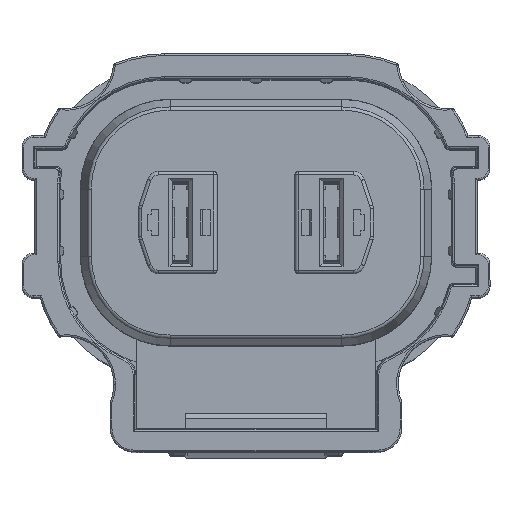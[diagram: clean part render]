
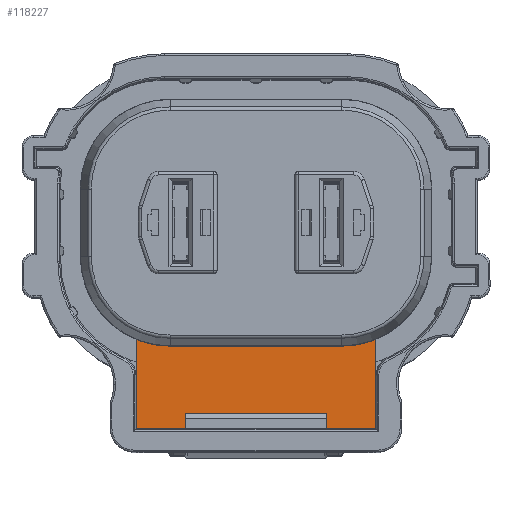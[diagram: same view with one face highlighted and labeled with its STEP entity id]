
A CAD part, top view. The second image highlights one B-rep face of the part: STEP entity #118227.
In plain terms, the highlighted planar face has unit normal (0, 0, 1).
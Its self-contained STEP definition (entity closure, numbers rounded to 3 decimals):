
#186 = DIRECTION ( 'NONE',  ( -1., 0., 0. ) ) ;
#1005 = ORIENTED_EDGE ( 'NONE', *, *, #112013, .F. ) ;
#1412 = VECTOR ( 'NONE', #186, 1000. ) ;
#2306 = DIRECTION ( 'NONE',  ( 0., 0., 1. ) ) ;
#2637 = CARTESIAN_POINT ( 'NONE',  ( 1.199, -24.954, 38.192 ) ) ;
#3841 = LINE ( 'NONE', #52668, #112392 ) ;
#5662 = DIRECTION ( 'NONE',  ( 0., 1., 0. ) ) ;
#7714 = EDGE_CURVE ( 'NONE', #59855, #35040, #8175, .T. ) ;
#8175 = LINE ( 'NONE', #37147, #45875 ) ;
#8305 = VECTOR ( 'NONE', #107360, 1000. ) ;
#10122 = CARTESIAN_POINT ( 'NONE',  ( -16.001, -24.954, 38.192 ) ) ;
#10937 = VERTEX_POINT ( 'NONE', #2637 ) ;
#11982 = DIRECTION ( 'NONE',  ( 0., 1., 0. ) ) ;
#13410 = VERTEX_POINT ( 'NONE', #90315 ) ;
#13779 = VECTOR ( 'NONE', #94245, 1000. ) ;
#13780 = CARTESIAN_POINT ( 'NONE',  ( -16.001, -24.954, 38.192 ) ) ;
#15392 = DIRECTION ( 'NONE',  ( 0., -1., 0. ) ) ;
#16678 = EDGE_CURVE ( 'NONE', #28704, #67008, #33598, .T. ) ;
#19885 = DIRECTION ( 'NONE',  ( -1., 0., 0. ) ) ;
#19980 = LINE ( 'NONE', #10122, #89497 ) ;
#24307 = VERTEX_POINT ( 'NONE', #97722 ) ;
#24723 = ORIENTED_EDGE ( 'NONE', *, *, #106667, .F. ) ;
#24862 = LINE ( 'NONE', #36233, #46682 ) ;
#25222 = VERTEX_POINT ( 'NONE', #13780 ) ;
#27727 = ORIENTED_EDGE ( 'NONE', *, *, #86381, .F. ) ;
#27986 = ORIENTED_EDGE ( 'NONE', *, *, #7714, .F. ) ;
#28188 = VECTOR ( 'NONE', #5662, 1000. ) ;
#28704 = VERTEX_POINT ( 'NONE', #59239 ) ;
#28913 = CARTESIAN_POINT ( 'NONE',  ( -16.001, -24.954, 38.192 ) ) ;
#30404 = EDGE_CURVE ( 'NONE', #115363, #10937, #3841, .T. ) ;
#31315 = CARTESIAN_POINT ( 'NONE',  ( 4.399, -24.954, 38.192 ) ) ;
#31462 = VERTEX_POINT ( 'NONE', #61470 ) ;
#33598 = CIRCLE ( 'NONE', #74054, 7.632 ) ;
#34205 = EDGE_CURVE ( 'NONE', #57565, #115363, #87777, .T. ) ;
#34720 = LINE ( 'NONE', #28913, #1412 ) ;
#34935 = LINE ( 'NONE', #87152, #71267 ) ;
#35040 = VERTEX_POINT ( 'NONE', #96738 ) ;
#36233 = CARTESIAN_POINT ( 'NONE',  ( 4.399, -24.954, 38.192 ) ) ;
#37147 = CARTESIAN_POINT ( 'NONE',  ( -16.001, -24.954, 38.192 ) ) ;
#37554 = EDGE_CURVE ( 'NONE', #25222, #59855, #86281, .T. ) ;
#38148 = CARTESIAN_POINT ( 'NONE',  ( -16.001, -24.954, 38.192 ) ) ;
#40910 = EDGE_CURVE ( 'NONE', #35040, #31462, #112072, .T. ) ;
#42095 = CARTESIAN_POINT ( 'NONE',  ( -16.001, -24.954, 38.192 ) ) ;
#44803 = PLANE ( 'NONE',  #93005 ) ;
#45875 = VECTOR ( 'NONE', #93408, 1000. ) ;
#46682 = VECTOR ( 'NONE', #15392, 1000. ) ;
#46989 = FACE_OUTER_BOUND ( 'NONE', #87020, .T. ) ;
#49307 = VECTOR ( 'NONE', #19885, 1000. ) ;
#50109 = ORIENTED_EDGE ( 'NONE', *, *, #88235, .F. ) ;
#50722 = ORIENTED_EDGE ( 'NONE', *, *, #71286, .F. ) ;
#52369 = CARTESIAN_POINT ( 'NONE',  ( -11.301, -17.936, 38.192 ) ) ;
#52668 = CARTESIAN_POINT ( 'NONE',  ( -16.001, -24.954, 38.192 ) ) ;
#56727 = DIRECTION ( 'NONE',  ( -1., 0., 0. ) ) ;
#56897 = DIRECTION ( 'NONE',  ( 1., 0., 0. ) ) ;
#57565 = VERTEX_POINT ( 'NONE', #112385 ) ;
#57812 = CARTESIAN_POINT ( 'NONE',  ( -13.101, -10.304, 38.192 ) ) ;
#59239 = CARTESIAN_POINT ( 'NONE',  ( 1.499, -17.936, 38.192 ) ) ;
#59855 = VERTEX_POINT ( 'NONE', #110610 ) ;
#61470 = CARTESIAN_POINT ( 'NONE',  ( -13.101, -17.936, 38.192 ) ) ;
#62374 = ORIENTED_EDGE ( 'NONE', *, *, #40910, .F. ) ;
#66318 = LINE ( 'NONE', #52369, #8305 ) ;
#67008 = VERTEX_POINT ( 'NONE', #103241 ) ;
#68506 = DIRECTION ( 'NONE',  ( -1., 0., 0. ) ) ;
#71267 = VECTOR ( 'NONE', #68506, 1000. ) ;
#71286 = EDGE_CURVE ( 'NONE', #118958, #13410, #34720, .T. ) ;
#72534 = DIRECTION ( 'NONE',  ( 0., 1., 0. ) ) ;
#74054 = AXIS2_PLACEMENT_3D ( 'NONE', #119745, #90707, #72534 ) ;
#77496 = CARTESIAN_POINT ( 'NONE',  ( -11.801, -24.954, 38.192 ) ) ;
#81025 = DIRECTION ( 'NONE',  ( -1., 0., 0. ) ) ;
#86281 = LINE ( 'NONE', #42095, #28188 ) ;
#86381 = EDGE_CURVE ( 'NONE', #67008, #57565, #24862, .T. ) ;
#86461 = AXIS2_PLACEMENT_3D ( 'NONE', #57812, #2306, #11982 ) ;
#87020 = EDGE_LOOP ( 'NONE', ( #62374, #27986, #94064, #50109, #50722, #24723, #100425, #96118, #105239, #27727, #103551, #1005 ) ) ;
#87152 = CARTESIAN_POINT ( 'NONE',  ( -16.001, -24.954, 38.192 ) ) ;
#87777 = LINE ( 'NONE', #94605, #13779 ) ;
#88235 = EDGE_CURVE ( 'NONE', #13410, #25222, #34935, .T. ) ;
#89497 = VECTOR ( 'NONE', #56727, 1000. ) ;
#90315 = CARTESIAN_POINT ( 'NONE',  ( -12.801, -24.954, 38.192 ) ) ;
#90707 = DIRECTION ( 'NONE',  ( 0., 0., 1. ) ) ;
#93005 = AXIS2_PLACEMENT_3D ( 'NONE', #118774, #112254, #56897 ) ;
#93408 = DIRECTION ( 'NONE',  ( 0., 1., 0. ) ) ;
#94064 = ORIENTED_EDGE ( 'NONE', *, *, #37554, .F. ) ;
#94245 = DIRECTION ( 'NONE',  ( 0., -1., 0. ) ) ;
#94605 = CARTESIAN_POINT ( 'NONE',  ( 4.399, -24.954, 38.192 ) ) ;
#95538 = EDGE_CURVE ( 'NONE', #10937, #24307, #19980, .T. ) ;
#96118 = ORIENTED_EDGE ( 'NONE', *, *, #30404, .F. ) ;
#96738 = CARTESIAN_POINT ( 'NONE',  ( -16.001, -17.363, 38.192 ) ) ;
#97722 = CARTESIAN_POINT ( 'NONE',  ( 0.199, -24.954, 38.192 ) ) ;
#100425 = ORIENTED_EDGE ( 'NONE', *, *, #95538, .F. ) ;
#103241 = CARTESIAN_POINT ( 'NONE',  ( 4.399, -17.363, 38.192 ) ) ;
#103551 = ORIENTED_EDGE ( 'NONE', *, *, #16678, .F. ) ;
#105239 = ORIENTED_EDGE ( 'NONE', *, *, #34205, .F. ) ;
#106667 = EDGE_CURVE ( 'NONE', #24307, #118958, #114372, .T. ) ;
#107360 = DIRECTION ( 'NONE',  ( 1., 0., 0. ) ) ;
#110610 = CARTESIAN_POINT ( 'NONE',  ( -16.001, -20.47, 38.192 ) ) ;
#112013 = EDGE_CURVE ( 'NONE', #31462, #28704, #66318, .T. ) ;
#112072 = CIRCLE ( 'NONE', #86461, 7.632 ) ;
#112254 = DIRECTION ( 'NONE',  ( 0., 0., -1. ) ) ;
#112385 = CARTESIAN_POINT ( 'NONE',  ( 4.399, -20.47, 38.192 ) ) ;
#112392 = VECTOR ( 'NONE', #81025, 1000. ) ;
#114372 = LINE ( 'NONE', #38148, #49307 ) ;
#115363 = VERTEX_POINT ( 'NONE', #31315 ) ;
#118227 = ADVANCED_FACE ( 'NONE', ( #46989 ), #44803, .F. ) ;
#118774 = CARTESIAN_POINT ( 'NONE',  ( -11.301, -21.504, 38.192 ) ) ;
#118958 = VERTEX_POINT ( 'NONE', #77496 ) ;
#119745 = CARTESIAN_POINT ( 'NONE',  ( 1.499, -10.304, 38.192 ) ) ;
